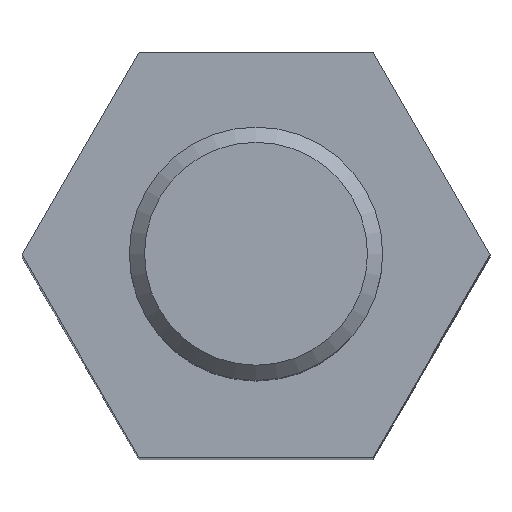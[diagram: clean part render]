
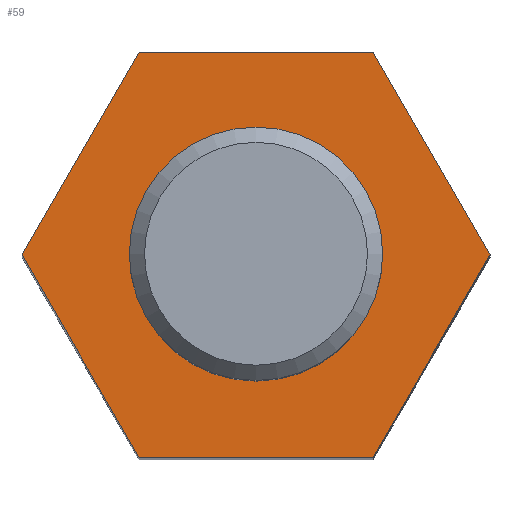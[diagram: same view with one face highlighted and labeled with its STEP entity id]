
A CAD part, top view. The second image highlights one B-rep face of the part: STEP entity #59.
In plain terms, the highlighted planar face has unit normal (0, 0, 1).
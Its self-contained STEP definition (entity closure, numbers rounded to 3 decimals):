
#59 = ADVANCED_FACE( '', ( #133, #134 ), #135, .T. );
#133 = FACE_BOUND( '', #227, .T. );
#134 = FACE_OUTER_BOUND( '', #228, .T. );
#135 = PLANE( '', #229 );
#227 = EDGE_LOOP( '', ( #333 ) );
#228 = EDGE_LOOP( '', ( #334, #335, #336, #337, #338, #339 ) );
#229 = AXIS2_PLACEMENT_3D( '', #340, #341, #342 );
#333 = ORIENTED_EDGE( '', *, *, #500, .T. );
#334 = ORIENTED_EDGE( '', *, *, #501, .T. );
#335 = ORIENTED_EDGE( '', *, *, #502, .T. );
#336 = ORIENTED_EDGE( '', *, *, #503, .T. );
#337 = ORIENTED_EDGE( '', *, *, #504, .T. );
#338 = ORIENTED_EDGE( '', *, *, #505, .T. );
#339 = ORIENTED_EDGE( '', *, *, #490, .T. );
#340 = CARTESIAN_POINT( '', ( 0., 0., 30. ) );
#341 = DIRECTION( '', ( 0., 0., 1. ) );
#342 = DIRECTION( '', ( 1., 0., 0. ) );
#490 = EDGE_CURVE( '', #565, #563, #566, .T. );
#500 = EDGE_CURVE( '', #581, #581, #582, .F. );
#501 = EDGE_CURVE( '', #563, #583, #584, .T. );
#502 = EDGE_CURVE( '', #583, #585, #586, .T. );
#503 = EDGE_CURVE( '', #585, #587, #588, .T. );
#504 = EDGE_CURVE( '', #587, #589, #590, .T. );
#505 = EDGE_CURVE( '', #589, #565, #591, .T. );
#563 = VERTEX_POINT( '', #677 );
#565 = VERTEX_POINT( '', #680 );
#566 = LINE( '', #681, #682 );
#581 = VERTEX_POINT( '', #717 );
#582 = CIRCLE( '', #718, 2.265 );
#583 = VERTEX_POINT( '', #719 );
#584 = LINE( '', #720, #721 );
#585 = VERTEX_POINT( '', #722 );
#586 = LINE( '', #723, #724 );
#587 = VERTEX_POINT( '', #725 );
#588 = LINE( '', #726, #727 );
#589 = VERTEX_POINT( '', #728 );
#590 = LINE( '', #729, #730 );
#591 = LINE( '', #731, #732 );
#677 = CARTESIAN_POINT( '', ( 2.309, 4., 30. ) );
#680 = CARTESIAN_POINT( '', ( 4.619, 0., 30. ) );
#681 = CARTESIAN_POINT( '', ( 4.619, 0., 30. ) );
#682 = VECTOR( '', #835, 1000. );
#717 = CARTESIAN_POINT( '', ( 2.265, 0., 30. ) );
#718 = AXIS2_PLACEMENT_3D( '', #843, #844, #845 );
#719 = CARTESIAN_POINT( '', ( -2.309, 4., 30. ) );
#720 = CARTESIAN_POINT( '', ( 2.309, 4., 30. ) );
#721 = VECTOR( '', #846, 1000. );
#722 = CARTESIAN_POINT( '', ( -4.619, 0., 30. ) );
#723 = CARTESIAN_POINT( '', ( -2.309, 4., 30. ) );
#724 = VECTOR( '', #847, 1000. );
#725 = CARTESIAN_POINT( '', ( -2.309, -4., 30. ) );
#726 = CARTESIAN_POINT( '', ( -4.619, 0., 30. ) );
#727 = VECTOR( '', #848, 1000. );
#728 = CARTESIAN_POINT( '', ( 2.309, -4., 30. ) );
#729 = CARTESIAN_POINT( '', ( -2.309, -4., 30. ) );
#730 = VECTOR( '', #849, 1000. );
#731 = CARTESIAN_POINT( '', ( 2.309, -4., 30. ) );
#732 = VECTOR( '', #850, 1000. );
#835 = DIRECTION( '', ( -0.5, 0.866, 0. ) );
#843 = CARTESIAN_POINT( '', ( 0., 0., 30. ) );
#844 = DIRECTION( '', ( 0., 0., 1. ) );
#845 = DIRECTION( '', ( 1., 0., 0. ) );
#846 = DIRECTION( '', ( -1., 0., 0. ) );
#847 = DIRECTION( '', ( -0.5, -0.866, 0. ) );
#848 = DIRECTION( '', ( 0.5, -0.866, 0. ) );
#849 = DIRECTION( '', ( 1., 0., 0. ) );
#850 = DIRECTION( '', ( 0.5, 0.866, 0. ) );
